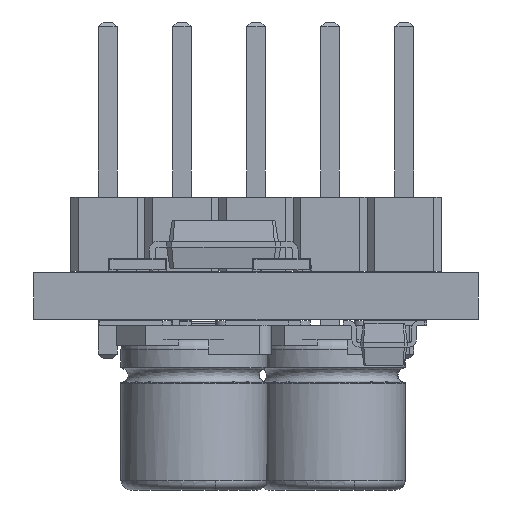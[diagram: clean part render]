
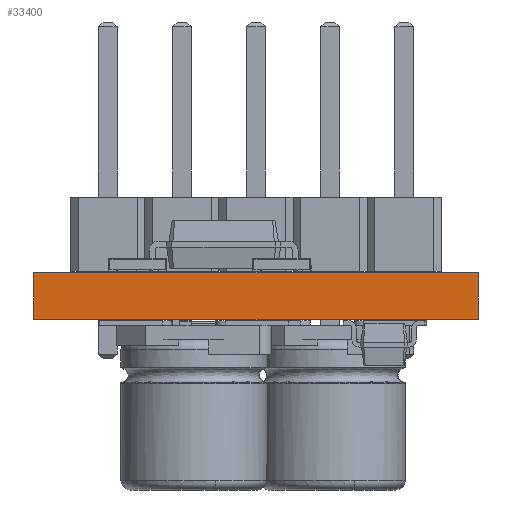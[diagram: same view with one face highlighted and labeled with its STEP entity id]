
A CAD part, left-side view. The second image highlights one B-rep face of the part: STEP entity #33400.
In plain terms, the highlighted planar face has unit normal (-1, 0, 0).
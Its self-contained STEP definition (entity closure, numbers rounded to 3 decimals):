
#33400 = ADVANCED_FACE('',(#33401),#33415,.T.);
#33401 = FACE_BOUND('',#33402,.T.);
#33402 = EDGE_LOOP('',(#33403,#33438,#33466,#33494));
#33403 = ORIENTED_EDGE('',*,*,#33404,.T.);
#33404 = EDGE_CURVE('',#33405,#33407,#33409,.T.);
#33405 = VERTEX_POINT('',#33406);
#33406 = CARTESIAN_POINT('',(94.57,-56.74,0.));
#33407 = VERTEX_POINT('',#33408);
#33408 = CARTESIAN_POINT('',(94.57,-56.74,1.6));
#33409 = SURFACE_CURVE('',#33410,(#33414,#33426),.PCURVE_S1.);
#33410 = LINE('',#33411,#33412);
#33411 = CARTESIAN_POINT('',(94.57,-56.74,0.));
#33412 = VECTOR('',#33413,1.);
#33413 = DIRECTION('',(0.,0.,1.));
#33414 = PCURVE('',#33415,#33420);
#33415 = PLANE('',#33416);
#33416 = AXIS2_PLACEMENT_3D('',#33417,#33418,#33419);
#33417 = CARTESIAN_POINT('',(94.57,-56.74,0.));
#33418 = DIRECTION('',(-1.,0.,0.));
#33419 = DIRECTION('',(0.,1.,0.));
#33420 = DEFINITIONAL_REPRESENTATION('',(#33421),#33425);
#33421 = LINE('',#33422,#33423);
#33422 = CARTESIAN_POINT('',(0.,0.));
#33423 = VECTOR('',#33424,1.);
#33424 = DIRECTION('',(0.,-1.));
#33425 = ( GEOMETRIC_REPRESENTATION_CONTEXT(2) 
PARAMETRIC_REPRESENTATION_CONTEXT() REPRESENTATION_CONTEXT('2D SPACE',''
  ) );
#33426 = PCURVE('',#33427,#33432);
#33427 = PLANE('',#33428);
#33428 = AXIS2_PLACEMENT_3D('',#33429,#33430,#33431);
#33429 = CARTESIAN_POINT('',(135.845,-56.74,0.));
#33430 = DIRECTION('',(0.,-1.,0.));
#33431 = DIRECTION('',(-1.,0.,0.));
#33432 = DEFINITIONAL_REPRESENTATION('',(#33433),#33437);
#33433 = LINE('',#33434,#33435);
#33434 = CARTESIAN_POINT('',(41.275,0.));
#33435 = VECTOR('',#33436,1.);
#33436 = DIRECTION('',(0.,-1.));
#33437 = ( GEOMETRIC_REPRESENTATION_CONTEXT(2) 
PARAMETRIC_REPRESENTATION_CONTEXT() REPRESENTATION_CONTEXT('2D SPACE',''
  ) );
#33438 = ORIENTED_EDGE('',*,*,#33439,.T.);
#33439 = EDGE_CURVE('',#33407,#33440,#33442,.T.);
#33440 = VERTEX_POINT('',#33441);
#33441 = CARTESIAN_POINT('',(94.57,-41.5,1.6));
#33442 = SURFACE_CURVE('',#33443,(#33447,#33454),.PCURVE_S1.);
#33443 = LINE('',#33444,#33445);
#33444 = CARTESIAN_POINT('',(94.57,-56.74,1.6));
#33445 = VECTOR('',#33446,1.);
#33446 = DIRECTION('',(0.,1.,0.));
#33447 = PCURVE('',#33415,#33448);
#33448 = DEFINITIONAL_REPRESENTATION('',(#33449),#33453);
#33449 = LINE('',#33450,#33451);
#33450 = CARTESIAN_POINT('',(0.,-1.6));
#33451 = VECTOR('',#33452,1.);
#33452 = DIRECTION('',(1.,0.));
#33453 = ( GEOMETRIC_REPRESENTATION_CONTEXT(2) 
PARAMETRIC_REPRESENTATION_CONTEXT() REPRESENTATION_CONTEXT('2D SPACE',''
  ) );
#33454 = PCURVE('',#33455,#33460);
#33455 = PLANE('',#33456);
#33456 = AXIS2_PLACEMENT_3D('',#33457,#33458,#33459);
#33457 = CARTESIAN_POINT('',(115.208,-49.12,1.6));
#33458 = DIRECTION('',(-0.,-0.,-1.));
#33459 = DIRECTION('',(-1.,0.,0.));
#33460 = DEFINITIONAL_REPRESENTATION('',(#33461),#33465);
#33461 = LINE('',#33462,#33463);
#33462 = CARTESIAN_POINT('',(20.638,-7.62));
#33463 = VECTOR('',#33464,1.);
#33464 = DIRECTION('',(0.,1.));
#33465 = ( GEOMETRIC_REPRESENTATION_CONTEXT(2) 
PARAMETRIC_REPRESENTATION_CONTEXT() REPRESENTATION_CONTEXT('2D SPACE',''
  ) );
#33466 = ORIENTED_EDGE('',*,*,#33467,.F.);
#33467 = EDGE_CURVE('',#33468,#33440,#33470,.T.);
#33468 = VERTEX_POINT('',#33469);
#33469 = CARTESIAN_POINT('',(94.57,-41.5,0.));
#33470 = SURFACE_CURVE('',#33471,(#33475,#33482),.PCURVE_S1.);
#33471 = LINE('',#33472,#33473);
#33472 = CARTESIAN_POINT('',(94.57,-41.5,0.));
#33473 = VECTOR('',#33474,1.);
#33474 = DIRECTION('',(0.,0.,1.));
#33475 = PCURVE('',#33415,#33476);
#33476 = DEFINITIONAL_REPRESENTATION('',(#33477),#33481);
#33477 = LINE('',#33478,#33479);
#33478 = CARTESIAN_POINT('',(15.24,0.));
#33479 = VECTOR('',#33480,1.);
#33480 = DIRECTION('',(0.,-1.));
#33481 = ( GEOMETRIC_REPRESENTATION_CONTEXT(2) 
PARAMETRIC_REPRESENTATION_CONTEXT() REPRESENTATION_CONTEXT('2D SPACE',''
  ) );
#33482 = PCURVE('',#33483,#33488);
#33483 = PLANE('',#33484);
#33484 = AXIS2_PLACEMENT_3D('',#33485,#33486,#33487);
#33485 = CARTESIAN_POINT('',(94.57,-41.5,0.));
#33486 = DIRECTION('',(0.,1.,0.));
#33487 = DIRECTION('',(1.,0.,0.));
#33488 = DEFINITIONAL_REPRESENTATION('',(#33489),#33493);
#33489 = LINE('',#33490,#33491);
#33490 = CARTESIAN_POINT('',(0.,0.));
#33491 = VECTOR('',#33492,1.);
#33492 = DIRECTION('',(0.,-1.));
#33493 = ( GEOMETRIC_REPRESENTATION_CONTEXT(2) 
PARAMETRIC_REPRESENTATION_CONTEXT() REPRESENTATION_CONTEXT('2D SPACE',''
  ) );
#33494 = ORIENTED_EDGE('',*,*,#33495,.F.);
#33495 = EDGE_CURVE('',#33405,#33468,#33496,.T.);
#33496 = SURFACE_CURVE('',#33497,(#33501,#33508),.PCURVE_S1.);
#33497 = LINE('',#33498,#33499);
#33498 = CARTESIAN_POINT('',(94.57,-56.74,0.));
#33499 = VECTOR('',#33500,1.);
#33500 = DIRECTION('',(0.,1.,0.));
#33501 = PCURVE('',#33415,#33502);
#33502 = DEFINITIONAL_REPRESENTATION('',(#33503),#33507);
#33503 = LINE('',#33504,#33505);
#33504 = CARTESIAN_POINT('',(0.,0.));
#33505 = VECTOR('',#33506,1.);
#33506 = DIRECTION('',(1.,0.));
#33507 = ( GEOMETRIC_REPRESENTATION_CONTEXT(2) 
PARAMETRIC_REPRESENTATION_CONTEXT() REPRESENTATION_CONTEXT('2D SPACE',''
  ) );
#33508 = PCURVE('',#33509,#33514);
#33509 = PLANE('',#33510);
#33510 = AXIS2_PLACEMENT_3D('',#33511,#33512,#33513);
#33511 = CARTESIAN_POINT('',(115.208,-49.12,0.));
#33512 = DIRECTION('',(-0.,-0.,-1.));
#33513 = DIRECTION('',(-1.,0.,0.));
#33514 = DEFINITIONAL_REPRESENTATION('',(#33515),#33519);
#33515 = LINE('',#33516,#33517);
#33516 = CARTESIAN_POINT('',(20.638,-7.62));
#33517 = VECTOR('',#33518,1.);
#33518 = DIRECTION('',(0.,1.));
#33519 = ( GEOMETRIC_REPRESENTATION_CONTEXT(2) 
PARAMETRIC_REPRESENTATION_CONTEXT() REPRESENTATION_CONTEXT('2D SPACE',''
  ) );
